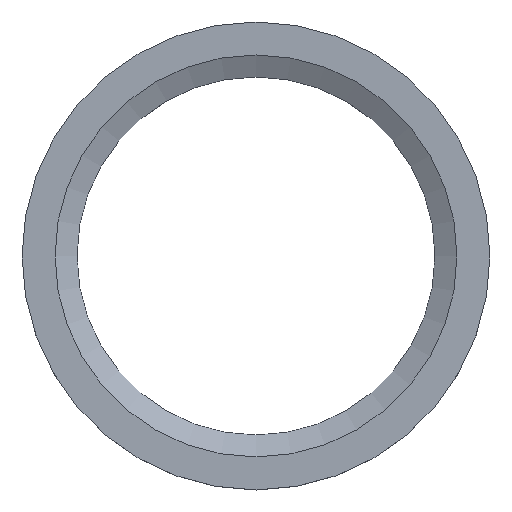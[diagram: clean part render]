
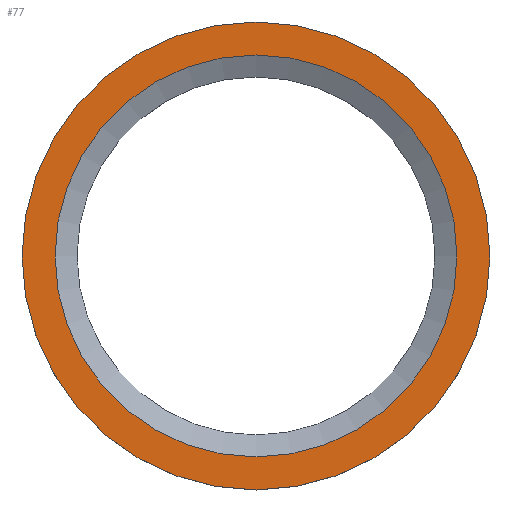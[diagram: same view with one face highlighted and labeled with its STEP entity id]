
A CAD part, top view. The second image highlights one B-rep face of the part: STEP entity #77.
In plain terms, the highlighted planar face has unit normal (0, 0, 1).
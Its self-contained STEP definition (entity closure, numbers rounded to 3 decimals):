
#15=PLANE('',#106);
#21=FACE_BOUND('',#36,.T.);
#27=FACE_OUTER_BOUND('',#35,.T.);
#35=EDGE_LOOP('',(#65));
#36=EDGE_LOOP('',(#66));
#44=CIRCLE('',#103,9.14);
#46=CIRCLE('',#107,10.64);
#50=VERTEX_POINT('',#143);
#52=VERTEX_POINT('',#149);
#56=EDGE_CURVE('',#50,#50,#44,.T.);
#58=EDGE_CURVE('',#52,#52,#46,.T.);
#65=ORIENTED_EDGE('',*,*,#58,.T.);
#66=ORIENTED_EDGE('',*,*,#56,.F.);
#77=ADVANCED_FACE('',(#27,#21),#15,.T.);
#103=AXIS2_PLACEMENT_3D('',#144,#119,#120);
#106=AXIS2_PLACEMENT_3D('',#148,#125,#126);
#107=AXIS2_PLACEMENT_3D('',#150,#127,#128);
#119=DIRECTION('center_axis',(0.,0.,1.));
#120=DIRECTION('ref_axis',(-1.,0.,0.));
#125=DIRECTION('center_axis',(0.,0.,1.));
#126=DIRECTION('ref_axis',(1.,0.,0.));
#127=DIRECTION('center_axis',(0.,0.,1.));
#128=DIRECTION('ref_axis',(-1.,0.,0.));
#143=CARTESIAN_POINT('',(9.14,0.,1.9));
#144=CARTESIAN_POINT('Origin',(0.,0.,1.9));
#148=CARTESIAN_POINT('Origin',(0.,0.,1.9));
#149=CARTESIAN_POINT('',(10.64,0.,1.9));
#150=CARTESIAN_POINT('Origin',(0.,0.,1.9));
